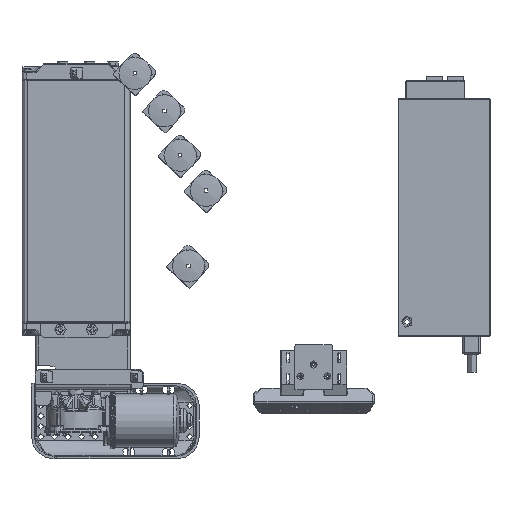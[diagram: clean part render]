
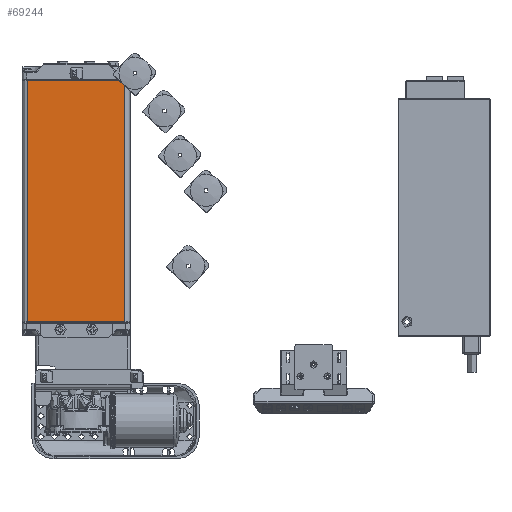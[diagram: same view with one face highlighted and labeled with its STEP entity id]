
A CAD part, top view. The second image highlights one B-rep face of the part: STEP entity #69244.
In plain terms, the highlighted planar face has unit normal (0, 0, 1).
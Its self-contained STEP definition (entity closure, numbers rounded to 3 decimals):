
#7775=PLANE('',#74300);
#8921=FACE_OUTER_BOUND('',#13157,.T.);
#13157=EDGE_LOOP('',(#46987,#46988,#46989,#46990));
#17805=LINE('',#101233,#22076);
#17806=LINE('',#101235,#22077);
#17807=LINE('',#101237,#22078);
#17808=LINE('',#101238,#22079);
#22076=VECTOR('',#81898,267.5);
#22077=VECTOR('',#81899,108.);
#22078=VECTOR('',#81900,267.5);
#22079=VECTOR('',#81901,108.);
#29977=VERTEX_POINT('',#101231);
#29978=VERTEX_POINT('',#101232);
#29979=VERTEX_POINT('',#101234);
#29980=VERTEX_POINT('',#101236);
#36464=EDGE_CURVE('',#29977,#29978,#17805,.F.);
#36465=EDGE_CURVE('',#29978,#29979,#17806,.T.);
#36466=EDGE_CURVE('',#29979,#29980,#17807,.T.);
#36467=EDGE_CURVE('',#29980,#29977,#17808,.F.);
#46987=ORIENTED_EDGE('',*,*,#36464,.T.);
#46988=ORIENTED_EDGE('',*,*,#36465,.T.);
#46989=ORIENTED_EDGE('',*,*,#36466,.T.);
#46990=ORIENTED_EDGE('',*,*,#36467,.T.);
#69244=ADVANCED_FACE('',(#8921),#7775,.T.);
#74300=AXIS2_PLACEMENT_3D('',#101230,#81896,#81897);
#81896=DIRECTION('center_axis',(0.,0.,1.));
#81897=DIRECTION('ref_axis',(1.,0.,0.));
#81898=DIRECTION('',(0.,-1.,0.));
#81899=DIRECTION('',(-1.,0.,0.));
#81900=DIRECTION('',(0.,-1.,0.));
#81901=DIRECTION('',(-1.,0.,0.));
#101230=CARTESIAN_POINT('Origin',(60.,268.5,30.));
#101231=CARTESIAN_POINT('',(54.,0.5,30.));
#101232=CARTESIAN_POINT('',(54.,268.,30.));
#101233=CARTESIAN_POINT('',(54.,268.,30.));
#101234=CARTESIAN_POINT('',(-54.,268.,30.));
#101235=CARTESIAN_POINT('',(54.,268.,30.));
#101236=CARTESIAN_POINT('',(-54.,0.5,30.));
#101237=CARTESIAN_POINT('',(-54.,268.,30.));
#101238=CARTESIAN_POINT('',(54.,0.5,30.));
